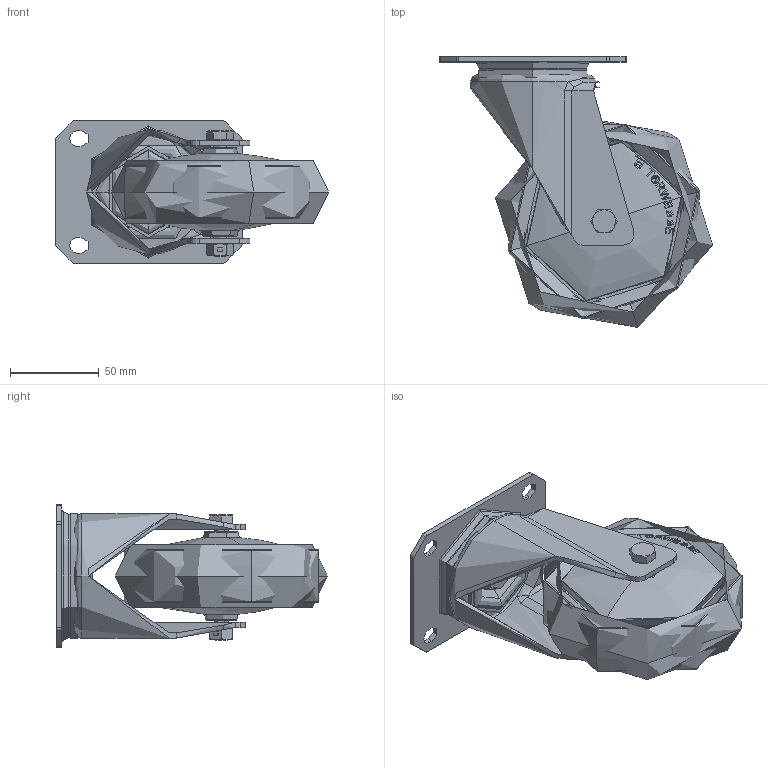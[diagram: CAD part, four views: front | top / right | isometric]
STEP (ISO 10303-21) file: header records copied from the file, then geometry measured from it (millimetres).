
FILE_DESCRIPTION (( 'STEP AP214' ), '1' );
FILE_NAME ('0055705.step', '2023-08-07T12:15:06', ( '' ), ( '' ), 'SwSTEP 2.0', 'SolidWorks 2020', '' );
FILE_SCHEMA (( 'AUTOMOTIVE_DESIGN' ));
Length unit declared in the file: millimetre
Products named in the file (1): 0055705
Bounding box: 153.54 x 152.07 x 80 mm (x, y, z)
Volume: 348070.7 mm3; surface area: 177862.6 mm2
Topology: 14 solids, 14 shells, 735 faces, 1732 edges, 1075 vertices
Faces by surface type: bspline 260, torus 180, cylinder 109, plane 106, cone 80
Entity records: 40792 total; most frequent: CARTESIAN_POINT 17519, ORIENTED_EDGE 3464, DIRECTION 2501, EDGE_CURVE 1732, AXIS2_PLACEMENT_3D 1103, VERTEX_POINT 1075, EDGE_LOOP 821, B_SPLINE_CURVE_WITH_KNOTS 793
